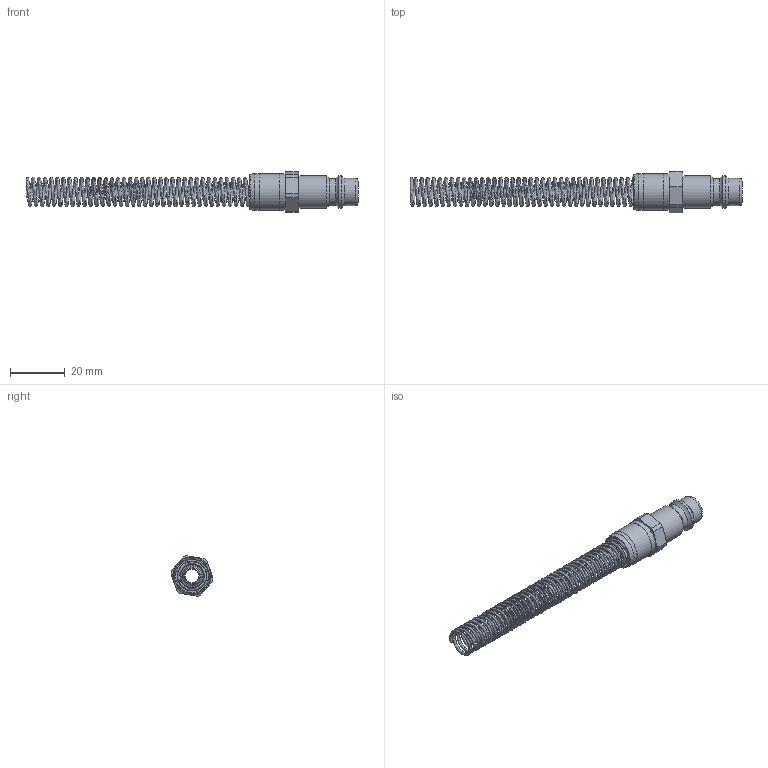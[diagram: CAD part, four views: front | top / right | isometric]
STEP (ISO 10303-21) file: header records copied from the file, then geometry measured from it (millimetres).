
FILE_DESCRIPTION((''),'2;1');
FILE_NAME('26sfkk08mxx.stp','2013-01-23T13:51:29',('IA176480'),(''),'Autodesk Inventor 2011','Autodesk Inventor 2011','');
FILE_SCHEMA(('AUTOMOTIVE_DESIGN { 1 0 10303 214 1 1 1 1 }'));
Length unit declared in the file: millimetre
Products named in the file (4): D105719; D102672; D104738; D104740
Assembly tree (3 placements, depth 2):
  D105719
    D102672
    D104738
    D104740
Bounding box: 121.56 x 15.34 x 14.93 mm (x, y, z)
Volume: 3319.3 mm3; surface area: 7426.7 mm2
Topology: 3 solids, 3 shells, 70 faces, 137 edges, 80 vertices
Faces by surface type: cylinder 21, cone 20, plane 19, torus 9, bspline 1
Full cylindrical faces by diameter (mm): 4.9 x1, 6.05 x1, 6.7 x1, 7.85 x1, 8.25 x1, 9.75 x1, 10 x1, 10.6 x1, 12 x4, 13.4 x1, 13.5 x2
Entity records: 17284 total; most frequent: CARTESIAN_POINT 15870, DIRECTION 300, ORIENTED_EDGE 210, AXIS2_PLACEMENT_3D 144, EDGE_LOOP 113, EDGE_CURVE 105, VERTEX_POINT 80, FACE_OUTER_BOUND 70
